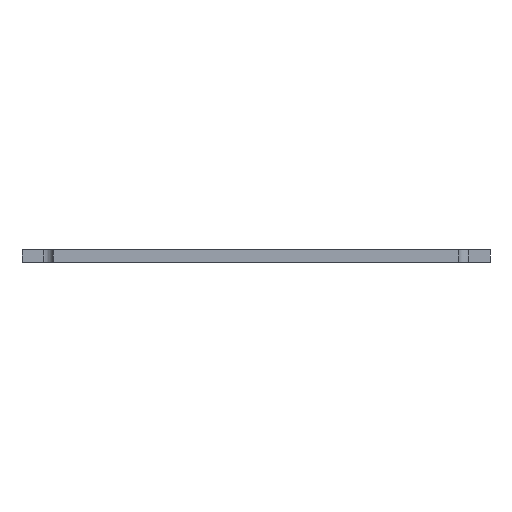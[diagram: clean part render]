
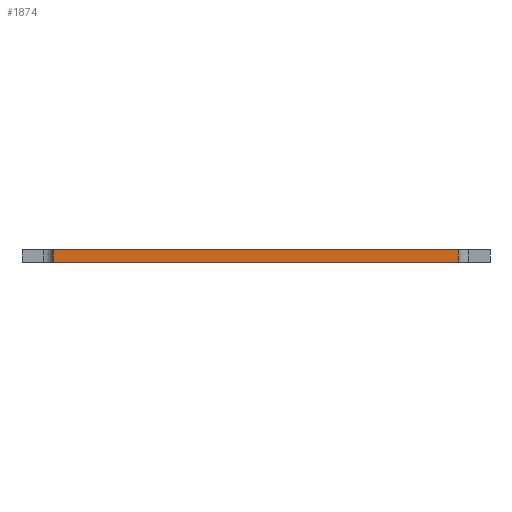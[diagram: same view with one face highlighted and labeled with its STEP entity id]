
A CAD part, front view. The second image highlights one B-rep face of the part: STEP entity #1874.
In plain terms, the highlighted planar face has unit normal (0, -1, 0).
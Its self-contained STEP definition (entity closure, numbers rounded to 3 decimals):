
#295 = CARTESIAN_POINT ( 'NONE',  ( -4.699, -4.445, 1.588 ) ) ;
#481 = CARTESIAN_POINT ( 'NONE',  ( -4.699, -4.445, 1.588 ) ) ;
#1624 = LINE ( 'NONE', #3414, #9653 ) ;
#1874 = ADVANCED_FACE ( 'NONE', ( #7061 ), #11647, .F. ) ;
#2693 = VECTOR ( 'NONE', #11830, 1000. ) ;
#3128 = LINE ( 'NONE', #481, #2693 ) ;
#3232 = AXIS2_PLACEMENT_3D ( 'NONE', #295, #14903, #5167 ) ;
#3414 = CARTESIAN_POINT ( 'NONE',  ( -4.699, -4.445, 0. ) ) ;
#3638 = CARTESIAN_POINT ( 'NONE',  ( -4.699, -4.445, 1.588 ) ) ;
#5167 = DIRECTION ( 'NONE',  ( 0., 0., 1. ) ) ;
#6137 = LINE ( 'NONE', #3638, #18701 ) ;
#7061 = FACE_OUTER_BOUND ( 'NONE', #16825, .T. ) ;
#7268 = CARTESIAN_POINT ( 'NONE',  ( 46.609, -4.445, 0. ) ) ;
#8283 = ORIENTED_EDGE ( 'NONE', *, *, #18970, .T. ) ;
#8380 = EDGE_CURVE ( 'NONE', #15266, #17506, #9412, .T. ) ;
#9412 = LINE ( 'NONE', #15685, #16005 ) ;
#9653 = VECTOR ( 'NONE', #14753, 1000. ) ;
#11647 = PLANE ( 'NONE',  #3232 ) ;
#11830 = DIRECTION ( 'NONE',  ( 0., 0., -1. ) ) ;
#12121 = VERTEX_POINT ( 'NONE', #14948 ) ;
#12455 = DIRECTION ( 'NONE',  ( 0., 0., -1. ) ) ;
#13675 = EDGE_CURVE ( 'NONE', #20523, #17506, #1624, .T. ) ;
#13887 = ORIENTED_EDGE ( 'NONE', *, *, #17862, .F. ) ;
#14514 = ORIENTED_EDGE ( 'NONE', *, *, #8380, .F. ) ;
#14753 = DIRECTION ( 'NONE',  ( 1., 0., 0. ) ) ;
#14903 = DIRECTION ( 'NONE',  ( 0., 1., 0. ) ) ;
#14948 = CARTESIAN_POINT ( 'NONE',  ( -4.699, -4.445, 1.588 ) ) ;
#14975 = DIRECTION ( 'NONE',  ( 1., 0., 0. ) ) ;
#15266 = VERTEX_POINT ( 'NONE', #20583 ) ;
#15685 = CARTESIAN_POINT ( 'NONE',  ( 46.609, -4.445, 1.588 ) ) ;
#16005 = VECTOR ( 'NONE', #12455, 1000. ) ;
#16825 = EDGE_LOOP ( 'NONE', ( #17708, #14514, #13887, #8283 ) ) ;
#17506 = VERTEX_POINT ( 'NONE', #7268 ) ;
#17708 = ORIENTED_EDGE ( 'NONE', *, *, #13675, .T. ) ;
#17862 = EDGE_CURVE ( 'NONE', #12121, #15266, #6137, .T. ) ;
#18701 = VECTOR ( 'NONE', #14975, 1000. ) ;
#18970 = EDGE_CURVE ( 'NONE', #12121, #20523, #3128, .T. ) ;
#19136 = CARTESIAN_POINT ( 'NONE',  ( -4.699, -4.445, 0. ) ) ;
#20523 = VERTEX_POINT ( 'NONE', #19136 ) ;
#20583 = CARTESIAN_POINT ( 'NONE',  ( 46.609, -4.445, 1.588 ) ) ;
